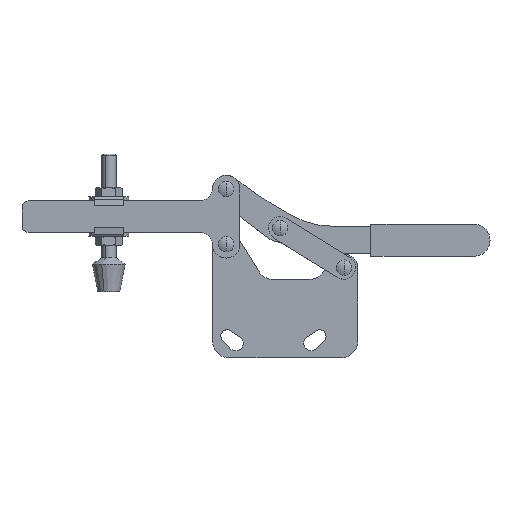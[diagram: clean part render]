
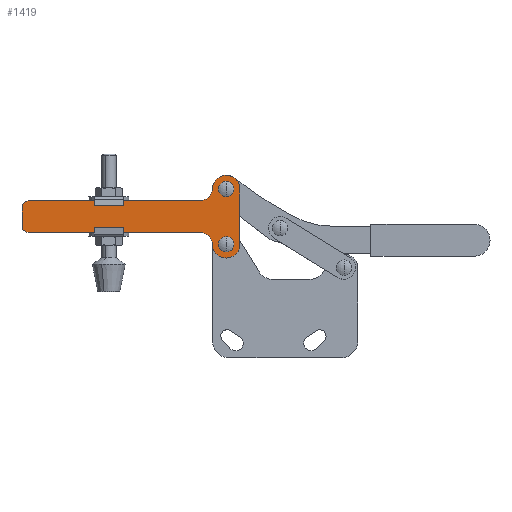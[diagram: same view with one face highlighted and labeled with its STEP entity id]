
A CAD part, top view. The second image highlights one B-rep face of the part: STEP entity #1419.
In plain terms, the highlighted planar face has unit normal (0, 0, 1).
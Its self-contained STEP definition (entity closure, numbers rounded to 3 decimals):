
#51 = AXIS2_PLACEMENT_3D ( 'NONE', #2954, #2942, #2877 ) ;
#129 = AXIS2_PLACEMENT_3D ( 'NONE', #1737, #4751, #8472 ) ;
#157 = VERTEX_POINT ( 'NONE', #4013 ) ;
#169 = AXIS2_PLACEMENT_3D ( 'NONE', #8025, #8034, #8039 ) ;
#397 = CARTESIAN_POINT ( 'NONE',  ( -140.932, 54.355, 4. ) ) ;
#438 = ORIENTED_EDGE ( 'NONE', *, *, #5400, .T. ) ;
#443 = VECTOR ( 'NONE', #3436, 1000. ) ;
#560 = VECTOR ( 'NONE', #8903, 1000. ) ;
#575 = DIRECTION ( 'NONE',  ( 0., 0., -1. ) ) ;
#603 = VERTEX_POINT ( 'NONE', #5547 ) ;
#650 = EDGE_CURVE ( 'NONE', #7263, #4226, #4410, .T. ) ;
#670 = CIRCLE ( 'NONE', #129, 7.5 ) ;
#873 = CARTESIAN_POINT ( 'NONE',  ( -6.499, 45.95, 4. ) ) ;
#989 = FACE_OUTER_BOUND ( 'NONE', #7086, .T. ) ;
#1008 = EDGE_CURVE ( 'NONE', #5128, #3889, #5999, .T. ) ;
#1025 = CARTESIAN_POINT ( 'NONE',  ( -104., 49.95, 4. ) ) ;
#1149 = EDGE_CURVE ( 'NONE', #4241, #6677, #7926, .T. ) ;
#1255 = AXIS2_PLACEMENT_3D ( 'NONE', #1356, #2521, #2565 ) ;
#1274 = VERTEX_POINT ( 'NONE', #3305 ) ;
#1356 = CARTESIAN_POINT ( 'NONE',  ( -6.499, 39.45, 4. ) ) ;
#1419 = ADVANCED_FACE ( 'NONE', ( #8327, #4723, #989 ), #5293, .F. ) ;
#1669 = AXIS2_PLACEMENT_3D ( 'NONE', #397, #2210, #5705 ) ;
#1737 = CARTESIAN_POINT ( 'NONE',  ( 7.5, 39.6, 4. ) ) ;
#1744 = CARTESIAN_POINT ( 'NONE',  ( -104., 59.45, 4. ) ) ;
#1907 = AXIS2_PLACEMENT_3D ( 'NONE', #5176, #5174, #5160 ) ;
#2005 = ORIENTED_EDGE ( 'NONE', *, *, #2455, .F. ) ;
#2055 = LINE ( 'NONE', #8550, #7381 ) ;
#2115 = VECTOR ( 'NONE', #3838, 1000. ) ;
#2210 = DIRECTION ( 'NONE',  ( 0., 0., -1. ) ) ;
#2455 = EDGE_CURVE ( 'NONE', #3228, #1274, #6124, .T. ) ;
#2472 = CARTESIAN_POINT ( 'NONE',  ( 7.5, 69.8, 4. ) ) ;
#2488 = DIRECTION ( 'NONE',  ( 0., 0., 1. ) ) ;
#2513 = DIRECTION ( 'NONE',  ( 0., 1., 0. ) ) ;
#2521 = DIRECTION ( 'NONE',  ( 0., 0., -1. ) ) ;
#2565 = DIRECTION ( 'NONE',  ( -1., 0., 0. ) ) ;
#2609 = CIRCLE ( 'NONE', #4372, 7.5 ) ;
#2732 = VERTEX_POINT ( 'NONE', #1025 ) ;
#2809 = EDGE_CURVE ( 'NONE', #4241, #603, #670, .T. ) ;
#2836 = EDGE_LOOP ( 'NONE', ( #3994, #3902 ) ) ;
#2876 = ORIENTED_EDGE ( 'NONE', *, *, #7972, .F. ) ;
#2877 = DIRECTION ( 'NONE',  ( -1., 0., 0. ) ) ;
#2942 = DIRECTION ( 'NONE',  ( 0., 0., -1. ) ) ;
#2954 = CARTESIAN_POINT ( 'NONE',  ( -6.499, 69.95, 4. ) ) ;
#3038 = ORIENTED_EDGE ( 'NONE', *, *, #5337, .F. ) ;
#3228 = VERTEX_POINT ( 'NONE', #1744 ) ;
#3305 = CARTESIAN_POINT ( 'NONE',  ( -100., 63.45, 4. ) ) ;
#3436 = DIRECTION ( 'NONE',  ( 1., 0., 0. ) ) ;
#3463 = DIRECTION ( 'NONE',  ( 0., 1., 0. ) ) ;
#3465 = CARTESIAN_POINT ( 'NONE',  ( -100., 59.45, 4. ) ) ;
#3477 = DIRECTION ( 'NONE',  ( 0., 0., 1. ) ) ;
#3489 = ORIENTED_EDGE ( 'NONE', *, *, #2809, .F. ) ;
#3496 = CARTESIAN_POINT ( 'NONE',  ( 7.5, 39.6, 4. ) ) ;
#3552 = AXIS2_PLACEMENT_3D ( 'NONE', #3465, #575, #6799 ) ;
#3639 = CARTESIAN_POINT ( 'NONE',  ( -140.932, 45.95, 4. ) ) ;
#3717 = CARTESIAN_POINT ( 'NONE',  ( 7.5, 35.386, 4. ) ) ;
#3754 = CIRCLE ( 'NONE', #51, 6.5 ) ;
#3838 = DIRECTION ( 'NONE',  ( 0., 1., 0. ) ) ;
#3855 = CARTESIAN_POINT ( 'NONE',  ( 7.5, 74.014, 4. ) ) ;
#3885 = EDGE_CURVE ( 'NONE', #5849, #5564, #8020, .T. ) ;
#3889 = VERTEX_POINT ( 'NONE', #3717 ) ;
#3902 = ORIENTED_EDGE ( 'NONE', *, *, #7903, .F. ) ;
#3976 = LINE ( 'NONE', #4023, #2115 ) ;
#3994 = ORIENTED_EDGE ( 'NONE', *, *, #650, .F. ) ;
#3997 = CARTESIAN_POINT ( 'NONE',  ( 7.5, 69.8, 4. ) ) ;
#4007 = DIRECTION ( 'NONE',  ( 0., 0., -1. ) ) ;
#4013 = CARTESIAN_POINT ( 'NONE',  ( 0., 69.88, 4. ) ) ;
#4023 = CARTESIAN_POINT ( 'NONE',  ( -104., 54.355, 4. ) ) ;
#4032 = DIRECTION ( 'NONE',  ( -1., 0., 0. ) ) ;
#4072 = EDGE_CURVE ( 'NONE', #5564, #603, #6850, .T. ) ;
#4185 = EDGE_CURVE ( 'NONE', #6698, #1274, #2055, .T. ) ;
#4201 = ORIENTED_EDGE ( 'NONE', *, *, #4185, .T. ) ;
#4226 = VERTEX_POINT ( 'NONE', #8305 ) ;
#4241 = VERTEX_POINT ( 'NONE', #8101 ) ;
#4273 = ORIENTED_EDGE ( 'NONE', *, *, #3885, .T. ) ;
#4372 = AXIS2_PLACEMENT_3D ( 'NONE', #3997, #4007, #4032 ) ;
#4410 = CIRCLE ( 'NONE', #1907, 4.214 ) ;
#4723 = FACE_BOUND ( 'NONE', #8430, .T. ) ;
#4751 = DIRECTION ( 'NONE',  ( 0., 0., -1. ) ) ;
#4968 = CARTESIAN_POINT ( 'NONE',  ( -6.499, 63.45, 4. ) ) ;
#5128 = VERTEX_POINT ( 'NONE', #6785 ) ;
#5160 = DIRECTION ( 'NONE',  ( 0., 1., 0. ) ) ;
#5174 = DIRECTION ( 'NONE',  ( 0., 0., 1. ) ) ;
#5176 = CARTESIAN_POINT ( 'NONE',  ( 7.5, 69.8, 4. ) ) ;
#5237 = CARTESIAN_POINT ( 'NONE',  ( 15., 69.8, 4. ) ) ;
#5293 = PLANE ( 'NONE',  #1669 ) ;
#5337 = EDGE_CURVE ( 'NONE', #3889, #5128, #5426, .T. ) ;
#5343 = CIRCLE ( 'NONE', #7422, 4. ) ;
#5400 = EDGE_CURVE ( 'NONE', #157, #6698, #3754, .T. ) ;
#5426 = CIRCLE ( 'NONE', #6723, 4.214 ) ;
#5547 = CARTESIAN_POINT ( 'NONE',  ( 0., 39.52, 4. ) ) ;
#5564 = VERTEX_POINT ( 'NONE', #873 ) ;
#5705 = DIRECTION ( 'NONE',  ( -1., 0., 0. ) ) ;
#5849 = VERTEX_POINT ( 'NONE', #6013 ) ;
#5877 = CARTESIAN_POINT ( 'NONE',  ( 15., 54.355, 4. ) ) ;
#5999 = CIRCLE ( 'NONE', #169, 4.214 ) ;
#6013 = CARTESIAN_POINT ( 'NONE',  ( -100., 45.95, 4. ) ) ;
#6124 = CIRCLE ( 'NONE', #3552, 4. ) ;
#6155 = EDGE_CURVE ( 'NONE', #2732, #3228, #3976, .T. ) ;
#6314 = DIRECTION ( 'NONE',  ( -1., 0., 0. ) ) ;
#6677 = VERTEX_POINT ( 'NONE', #5237 ) ;
#6698 = VERTEX_POINT ( 'NONE', #4968 ) ;
#6706 = ORIENTED_EDGE ( 'NONE', *, *, #1008, .F. ) ;
#6723 = AXIS2_PLACEMENT_3D ( 'NONE', #3496, #3477, #3463 ) ;
#6785 = CARTESIAN_POINT ( 'NONE',  ( 7.5, 43.814, 4. ) ) ;
#6799 = DIRECTION ( 'NONE',  ( -1., 0., 0. ) ) ;
#6850 = CIRCLE ( 'NONE', #1255, 6.5 ) ;
#7007 = ORIENTED_EDGE ( 'NONE', *, *, #4072, .T. ) ;
#7086 = EDGE_LOOP ( 'NONE', ( #8389, #8380, #4273, #7007, #3489, #8810, #2876, #438, #4201, #2005 ) ) ;
#7178 = AXIS2_PLACEMENT_3D ( 'NONE', #2472, #2488, #2513 ) ;
#7263 = VERTEX_POINT ( 'NONE', #3855 ) ;
#7381 = VECTOR ( 'NONE', #6314, 1000. ) ;
#7422 = AXIS2_PLACEMENT_3D ( 'NONE', #7959, #7981, #7995 ) ;
#7603 = CIRCLE ( 'NONE', #7178, 4.214 ) ;
#7903 = EDGE_CURVE ( 'NONE', #4226, #7263, #7603, .T. ) ;
#7926 = LINE ( 'NONE', #5877, #560 ) ;
#7959 = CARTESIAN_POINT ( 'NONE',  ( -100., 49.95, 4. ) ) ;
#7972 = EDGE_CURVE ( 'NONE', #157, #6677, #2609, .T. ) ;
#7981 = DIRECTION ( 'NONE',  ( 0., 0., -1. ) ) ;
#7995 = DIRECTION ( 'NONE',  ( -1., 0., 0. ) ) ;
#8020 = LINE ( 'NONE', #3639, #443 ) ;
#8025 = CARTESIAN_POINT ( 'NONE',  ( 7.5, 39.6, 4. ) ) ;
#8034 = DIRECTION ( 'NONE',  ( 0., 0., 1. ) ) ;
#8039 = DIRECTION ( 'NONE',  ( 0., 1., 0. ) ) ;
#8101 = CARTESIAN_POINT ( 'NONE',  ( 15., 39.6, 4. ) ) ;
#8305 = CARTESIAN_POINT ( 'NONE',  ( 7.5, 65.586, 4. ) ) ;
#8310 = EDGE_CURVE ( 'NONE', #5849, #2732, #5343, .T. ) ;
#8327 = FACE_BOUND ( 'NONE', #2836, .T. ) ;
#8380 = ORIENTED_EDGE ( 'NONE', *, *, #8310, .F. ) ;
#8389 = ORIENTED_EDGE ( 'NONE', *, *, #6155, .F. ) ;
#8430 = EDGE_LOOP ( 'NONE', ( #6706, #3038 ) ) ;
#8472 = DIRECTION ( 'NONE',  ( -1., 0., 0. ) ) ;
#8550 = CARTESIAN_POINT ( 'NONE',  ( -140.932, 63.45, 4. ) ) ;
#8810 = ORIENTED_EDGE ( 'NONE', *, *, #1149, .T. ) ;
#8903 = DIRECTION ( 'NONE',  ( 0., 1., 0. ) ) ;
